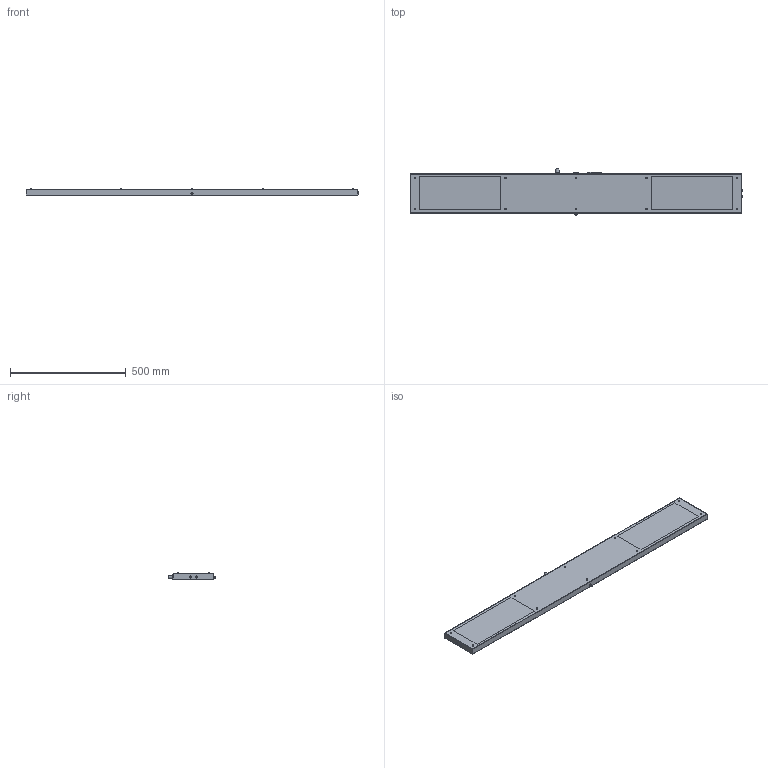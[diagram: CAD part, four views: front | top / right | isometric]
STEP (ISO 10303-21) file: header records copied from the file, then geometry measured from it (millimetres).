
FILE_DESCRIPTION(/* description */ (''),/* implementation_level */ '2;1');
FILE_NAME(/* name */ '160-70-SLED-4-APL-18W',/* time_stamp */ '2018-03-13T09:09:18+01:00',/* author */ (''),/* organization */ (''),/* preprocessor_version */ 'ST-DEVELOPER v15.7',/* originating_system */ 'HiCAD 2015 2002.1 Build 408',/* authorisation */ '');
FILE_SCHEMA (('AUTOMOTIVE_DESIGN { 1 0 10303 214 1 1 1 1 }'));
Length unit declared in the file: millimetre
Products named in the file (28): Root; Baugruppe_Xled-2-VD; QUADER_0; 09-3391-00-04; ISO 14579-M3x10-10.9_Zylinderkopfschrauben; DIN 125-A 3.2-140 HV_Scheiben; SCHILD; QUADER_1; KEGEL_0; PRISMA_1
Assembly tree (27 placements, depth 4):
  Root
    Baugruppe_Xled-2-VD
      QUADER_0
      09-3391-00-04
      ISO 14579-M3x10-10.9_Zylinderkopfschrauben
      ISO 14579-M3x10-10.9_Zylinderkopfschrauben
      ISO 14579-M3x10-10.9_Zylinderkopfschrauben
      ISO 14579-M3x10-10.9_Zylinderkopfschrauben
      ISO 14579-M3x10-10.9_Zylinderkopfschrauben
      ISO 14579-M3x10-10.9_Zylinderkopfschrauben
      ISO 14579-M3x10-10.9_Zylinderkopfschrauben
      ISO 14579-M3x10-10.9_Zylinderkopfschrauben
      ISO 14579-M3x10-10.9_Zylinderkopfschrauben
      ISO 14579-M3x10-10.9_Zylinderkopfschrauben
      DIN 125-A 3.2-140 HV_Scheiben
      DIN 125-A 3.2-140 HV_Scheiben
      DIN 125-A 3.2-140 HV_Scheiben
      DIN 125-A 3.2-140 HV_Scheiben
      DIN 125-A 3.2-140 HV_Scheiben
      DIN 125-A 3.2-140 HV_Scheiben
      DIN 125-A 3.2-140 HV_Scheiben
      DIN 125-A 3.2-140 HV_Scheiben
      DIN 125-A 3.2-140 HV_Scheiben
      DIN 125-A 3.2-140 HV_Scheiben
      SCHILD
      QUADER_1
      KEGEL_0
        PRISMA_1
Bounding box: 1432 x 203.2 x 30.6 mm (x, y, z)
Volume: 6667464.5 mm3; surface area: 585314.1 mm2
Topology: 26 solids, 26 shells, 409 faces, 924 edges, 598 vertices
Faces by surface type: cylinder 224, plane 141, cone 19, torus 15, bspline 6, sphere 4
Full cylindrical faces by diameter (mm): 1 x4, 2.459 x10, 3 x10, 3.2 x10, 3.3 x4, 4 x4, 5.5 x10, 5.8 x1, 6 x1, 6.4 x1, 6.8 x3, 7 x10, 7.2 x1, 8 x1, 9 x4, 15 x1
Entity records: 19306 total; most frequent: DIRECTION 2131, CARTESIAN_POINT 2044, PRESENTATION_STYLE_ASSIGNMENT 1581, OVER_RIDING_STYLED_ITEM 1555, COLOUR_RGB 1546, DRAUGHTING_PRE_DEFINED_CURVE_FONT 1538, CURVE_STYLE 1538, ORIENTED_EDGE 1538
